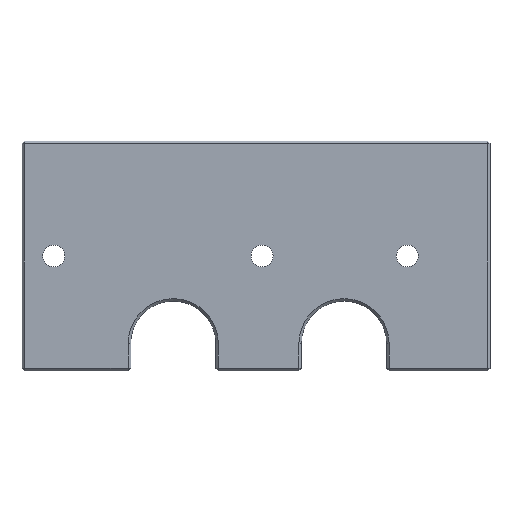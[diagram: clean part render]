
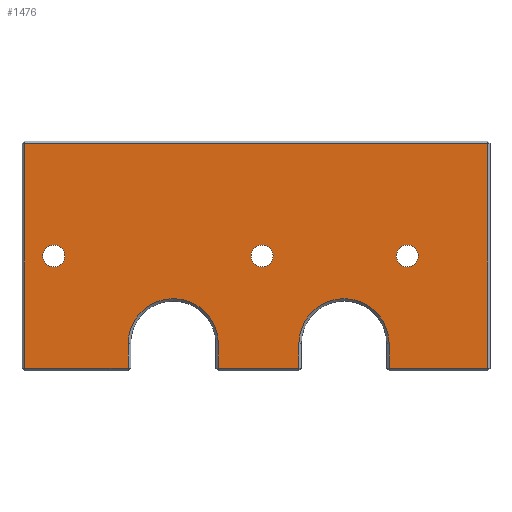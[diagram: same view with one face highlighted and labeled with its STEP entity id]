
A CAD part, top view. The second image highlights one B-rep face of the part: STEP entity #1476.
In plain terms, the highlighted planar face has unit normal (0, 0, 1).
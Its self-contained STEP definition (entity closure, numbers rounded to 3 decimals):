
#138=DIRECTION('',(0.,-1.,0.));
#139=VECTOR('',#138,10.);
#140=CARTESIAN_POINT('',(-158.5,315.,293.7));
#141=LINE('',#140,#139);
#152=CARTESIAN_POINT('',(-210.,315.,293.7));
#153=DIRECTION('',(0.,0.,-1.));
#154=DIRECTION('',(-1.,0.,0.));
#155=AXIS2_PLACEMENT_3D('',#152,#153,#154);
#160=CARTESIAN_POINT('',(-140.,315.,293.7));
#161=DIRECTION('',(0.,0.,-1.));
#162=DIRECTION('',(-1.,0.,0.));
#163=AXIS2_PLACEMENT_3D('',#160,#161,#162);
#168=CARTESIAN_POINT('',(-259.,351.,293.7));
#169=DIRECTION('',(0.,0.,-1.));
#170=DIRECTION('',(1.,0.,0.));
#171=AXIS2_PLACEMENT_3D('',#168,#169,#170);
#176=CARTESIAN_POINT('',(-259.,351.,293.7));
#177=DIRECTION('',(0.,0.,-1.));
#178=DIRECTION('',(-1.,0.,0.));
#179=AXIS2_PLACEMENT_3D('',#176,#177,#178);
#184=CARTESIAN_POINT('',(-173.573,351.,293.7));
#185=DIRECTION('',(0.,0.,-1.));
#186=DIRECTION('',(1.,0.,0.));
#187=AXIS2_PLACEMENT_3D('',#184,#185,#186);
#192=CARTESIAN_POINT('',(-173.573,351.,293.7));
#193=DIRECTION('',(0.,0.,-1.));
#194=DIRECTION('',(-1.,0.,0.));
#195=AXIS2_PLACEMENT_3D('',#192,#193,#194);
#200=CARTESIAN_POINT('',(-114.,351.,293.7));
#201=DIRECTION('',(0.,0.,-1.));
#202=DIRECTION('',(1.,0.,0.));
#203=AXIS2_PLACEMENT_3D('',#200,#201,#202);
#208=CARTESIAN_POINT('',(-114.,351.,293.7));
#209=DIRECTION('',(0.,0.,-1.));
#210=DIRECTION('',(-1.,0.,0.));
#211=AXIS2_PLACEMENT_3D('',#208,#209,#210);
#245=DIRECTION('',(0.,1.,0.));
#246=VECTOR('',#245,10.);
#247=CARTESIAN_POINT('',(-191.5,305.,293.7));
#248=LINE('',#247,#246);
#301=DIRECTION('',(-1.,0.,0.));
#302=VECTOR('',#301,33.);
#303=CARTESIAN_POINT('',(-158.5,305.,293.7));
#304=LINE('',#303,#302);
#364=DIRECTION('',(-1.,0.,0.));
#365=VECTOR('',#364,40.353);
#366=CARTESIAN_POINT('',(-81.147,305.,293.7));
#367=LINE('',#366,#365);
#399=DIRECTION('',(0.,-1.,0.));
#400=VECTOR('',#399,92.);
#401=CARTESIAN_POINT('',(-81.147,397.,293.7));
#402=LINE('',#401,#400);
#441=DIRECTION('',(1.,0.,0.));
#442=VECTOR('',#441,189.853);
#443=CARTESIAN_POINT('',(-271.,397.,293.7));
#444=LINE('',#443,#442);
#476=DIRECTION('',(0.,1.,0.));
#477=VECTOR('',#476,92.);
#478=CARTESIAN_POINT('',(-271.,305.,293.7));
#479=LINE('',#478,#477);
#1150=DIRECTION('',(-1.,0.,0.));
#1151=VECTOR('',#1150,42.5);
#1152=CARTESIAN_POINT('',(-228.5,305.,293.7));
#1153=LINE('',#1152,#1151);
#1171=DIRECTION('',(0.,-1.,0.));
#1172=VECTOR('',#1171,10.);
#1173=CARTESIAN_POINT('',(-228.5,315.,293.7));
#1174=LINE('',#1173,#1172);
#1178=DIRECTION('',(0.,1.,0.));
#1179=VECTOR('',#1178,10.);
#1180=CARTESIAN_POINT('',(-121.5,305.,293.7));
#1181=LINE('',#1180,#1179);
#1222=CARTESIAN_POINT('',(-158.5,305.,293.7));
#1224=VERTEX_POINT('',#1222);
#1231=CARTESIAN_POINT('',(-191.5,305.,293.7));
#1232=VERTEX_POINT('',#1231);
#1307=CARTESIAN_POINT('',(-271.,397.,293.7));
#1308=VERTEX_POINT('',#1307);
#1309=CARTESIAN_POINT('',(-81.147,397.,293.7));
#1310=VERTEX_POINT('',#1309);
#1317=CARTESIAN_POINT('',(-271.,305.,293.7));
#1318=VERTEX_POINT('',#1317);
#1319=CARTESIAN_POINT('',(-81.147,305.,293.7));
#1320=VERTEX_POINT('',#1319);
#1329=CARTESIAN_POINT('',(-228.5,305.,293.7));
#1330=VERTEX_POINT('',#1329);
#1331=CARTESIAN_POINT('',(-121.5,305.,293.7));
#1332=VERTEX_POINT('',#1331);
#1337=CARTESIAN_POINT('',(-228.5,315.,293.7));
#1339=VERTEX_POINT('',#1337);
#1341=CARTESIAN_POINT('',(-121.5,315.,293.7));
#1342=VERTEX_POINT('',#1341);
#1344=CARTESIAN_POINT('',(-191.5,315.,293.7));
#1346=VERTEX_POINT('',#1344);
#1347=CARTESIAN_POINT('',(-158.5,315.,293.7));
#1348=VERTEX_POINT('',#1347);
#1350=CARTESIAN_POINT('',(-263.5,351.,293.7));
#1352=VERTEX_POINT('',#1350);
#1354=CARTESIAN_POINT('',(-254.5,351.,293.7));
#1356=VERTEX_POINT('',#1354);
#1362=CARTESIAN_POINT('',(-178.073,351.,293.7));
#1364=VERTEX_POINT('',#1362);
#1366=CARTESIAN_POINT('',(-169.073,351.,293.7));
#1368=VERTEX_POINT('',#1366);
#1374=CARTESIAN_POINT('',(-118.5,351.,293.7));
#1376=VERTEX_POINT('',#1374);
#1378=CARTESIAN_POINT('',(-109.5,351.,293.7));
#1380=VERTEX_POINT('',#1378);
#1428=CARTESIAN_POINT('',(25.,-323.,293.7));
#1429=DIRECTION('',(0.,0.,-1.));
#1430=DIRECTION('',(0.,-1.,0.));
#1431=AXIS2_PLACEMENT_3D('',#1428,#1429,#1430);
#1432=PLANE('',#1431);
#1434=ORIENTED_EDGE('',*,*,#1433,.F.);
#1436=ORIENTED_EDGE('',*,*,#1435,.T.);
#1438=ORIENTED_EDGE('',*,*,#1437,.T.);
#1440=ORIENTED_EDGE('',*,*,#1439,.T.);
#1442=ORIENTED_EDGE('',*,*,#1441,.T.);
#1444=ORIENTED_EDGE('',*,*,#1443,.T.);
#1446=ORIENTED_EDGE('',*,*,#1445,.T.);
#1448=ORIENTED_EDGE('',*,*,#1447,.T.);
#1450=ORIENTED_EDGE('',*,*,#1449,.F.);
#1451=ORIENTED_EDGE('',*,*,#1412,.T.);
#1453=ORIENTED_EDGE('',*,*,#1452,.T.);
#1455=ORIENTED_EDGE('',*,*,#1454,.T.);
#1456=EDGE_LOOP('',(#1434,#1436,#1438,#1440,#1442,#1444,#1446,#1448,#1450,#1451,
#1453,#1455));
#1457=FACE_OUTER_BOUND('',#1456,.F.);
#1459=ORIENTED_EDGE('',*,*,#1458,.F.);
#1461=ORIENTED_EDGE('',*,*,#1460,.F.);
#1462=EDGE_LOOP('',(#1459,#1461));
#1463=FACE_BOUND('',#1462,.F.);
#1465=ORIENTED_EDGE('',*,*,#1464,.F.);
#1467=ORIENTED_EDGE('',*,*,#1466,.F.);
#1468=EDGE_LOOP('',(#1465,#1467));
#1469=FACE_BOUND('',#1468,.F.);
#1471=ORIENTED_EDGE('',*,*,#1470,.F.);
#1473=ORIENTED_EDGE('',*,*,#1472,.F.);
#1474=EDGE_LOOP('',(#1471,#1473));
#1475=FACE_BOUND('',#1474,.F.);
#156=CIRCLE('',#155,18.5);
#164=CIRCLE('',#163,18.5);
#172=CIRCLE('',#171,4.5);
#180=CIRCLE('',#179,4.5);
#188=CIRCLE('',#187,4.5);
#196=CIRCLE('',#195,4.5);
#204=CIRCLE('',#203,4.5);
#212=CIRCLE('',#211,4.5);
#1412=EDGE_CURVE('',#1348,#1224,#141,.T.);
#1433=EDGE_CURVE('',#1339,#1346,#156,.T.);
#1435=EDGE_CURVE('',#1339,#1330,#1174,.T.);
#1437=EDGE_CURVE('',#1330,#1318,#1153,.T.);
#1439=EDGE_CURVE('',#1318,#1308,#479,.T.);
#1441=EDGE_CURVE('',#1308,#1310,#444,.T.);
#1443=EDGE_CURVE('',#1310,#1320,#402,.T.);
#1445=EDGE_CURVE('',#1320,#1332,#367,.T.);
#1447=EDGE_CURVE('',#1332,#1342,#1181,.T.);
#1449=EDGE_CURVE('',#1348,#1342,#164,.T.);
#1452=EDGE_CURVE('',#1224,#1232,#304,.T.);
#1454=EDGE_CURVE('',#1232,#1346,#248,.T.);
#1458=EDGE_CURVE('',#1356,#1352,#172,.T.);
#1460=EDGE_CURVE('',#1352,#1356,#180,.T.);
#1464=EDGE_CURVE('',#1368,#1364,#188,.T.);
#1466=EDGE_CURVE('',#1364,#1368,#196,.T.);
#1470=EDGE_CURVE('',#1380,#1376,#204,.T.);
#1472=EDGE_CURVE('',#1376,#1380,#212,.T.);
#1476=ADVANCED_FACE('',(#1457,#1463,#1469,#1475),#1432,.F.);
